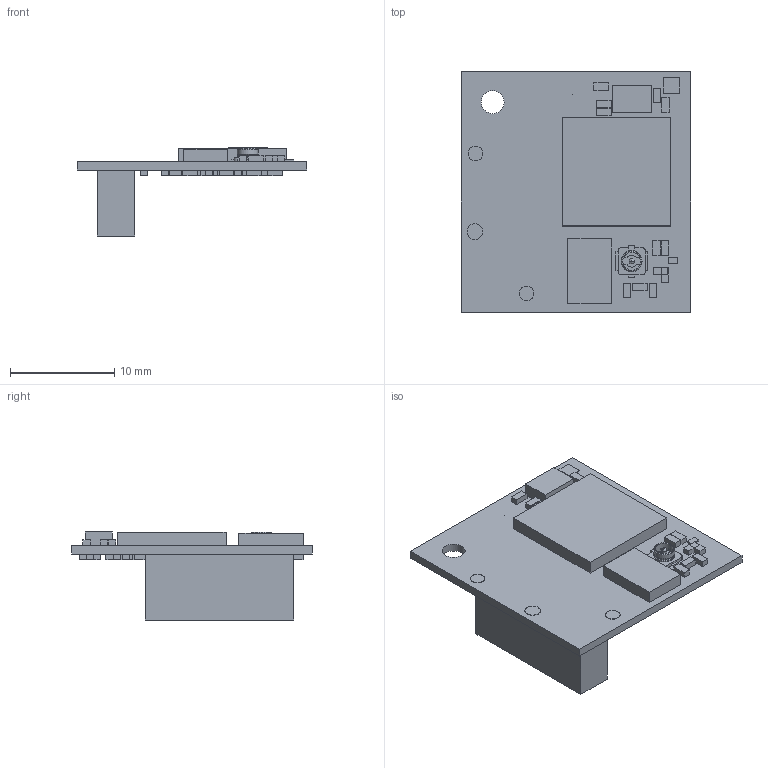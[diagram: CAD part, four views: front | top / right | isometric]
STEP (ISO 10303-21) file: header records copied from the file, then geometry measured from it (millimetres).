
FILE_DESCRIPTION(('FreeCAD Model'),'2;1');
FILE_NAME('1478-0.step','2016-11-23T08:03:49', ('FreeCAD'),('FreeCAD'),'Open CASCADE STEP processor 6.3','FreeCAD', 'Unknown');
FILE_SCHEMA(('AUTOMOTIVE_DESIGN_CC2 { 1 2 10303 214 -1 1 5 4 }'));
Length unit declared in the file: millimetre
Products named in the file (57): Board_outline; ANT1; C1; C10; C11; C12; C13; C14; C2; C3; C4; C5; C6; C7; C8; D1; DMC3; DMC4; L1; L2; L3; OZ1; R1; R10; R11; R12; R13; R14; R15; R16; R17; R18; R19; R2; R20; R21; R22; R23; R24; R25 ...
Bounding box: 21.96 x 23 x 8.43 mm (x, y, z)
Volume: 934.6 mm3; surface area: 2023.3 mm2
Topology: 57 solids, 57 shells, 387 faces, 799 edges, 527 vertices
Faces by surface type: plane 352, cylinder 25, cone 8, revolution 2
Full cylindrical faces by diameter (mm): 2.2 x1
Entity records: 22242 total; most frequent: CARTESIAN_POINT 4000, DIRECTION 3099, LINE 2165, VECTOR 2165, ORIENTED_EDGE 1594, PCURVE 1594, DEFINITIONAL_REPRESENTATION 1594, EDGE_CURVE 797
